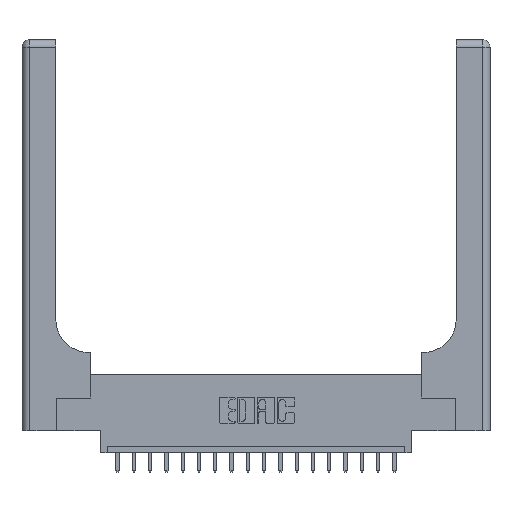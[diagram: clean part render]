
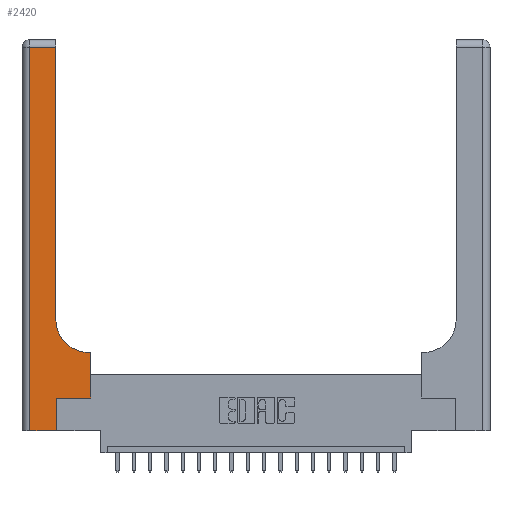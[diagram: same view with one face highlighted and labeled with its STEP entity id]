
A CAD part, top view. The second image highlights one B-rep face of the part: STEP entity #2420.
In plain terms, the highlighted planar face has unit normal (0, 0, 1).
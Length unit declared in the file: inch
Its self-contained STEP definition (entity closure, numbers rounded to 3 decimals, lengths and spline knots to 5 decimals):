
#116 = ORIENTED_EDGE ( 'NONE', *, *, #2653, .T. ) ;
#140 = VECTOR ( 'NONE', #8816, 39.37008 ) ;
#848 = DIRECTION ( 'NONE',  ( 0., -1., 0. ) ) ;
#902 = CARTESIAN_POINT ( 'NONE',  ( 0., 3., 0.37 ) ) ;
#964 = EDGE_CURVE ( 'NONE', #13202, #11523, #2766, .T. ) ;
#1418 = VERTEX_POINT ( 'NONE', #3848 ) ;
#1506 = EDGE_LOOP ( 'NONE', ( #9678, #13664, #19256, #7942, #13535, #14421, #15743, #11233, #116 ) ) ;
#1986 = LINE ( 'NONE', #5445, #19812 ) ;
#2301 = LINE ( 'NONE', #8517, #14189 ) ;
#2420 = ADVANCED_FACE ( 'NONE', ( #2542 ), #4182, .F. ) ;
#2542 = FACE_OUTER_BOUND ( 'NONE', #1506, .T. ) ;
#2653 = EDGE_CURVE ( 'NONE', #3856, #19398, #18463, .T. ) ;
#2681 = EDGE_CURVE ( 'NONE', #11523, #4222, #12039, .T. ) ;
#2697 = CARTESIAN_POINT ( 'NONE',  ( 0.265, 0., 0.37 ) ) ;
#2766 = LINE ( 'NONE', #19807, #14269 ) ;
#3848 = CARTESIAN_POINT ( 'NONE',  ( 0.26, 2.94, 0.37 ) ) ;
#3856 = VERTEX_POINT ( 'NONE', #12858 ) ;
#4182 = PLANE ( 'NONE',  #6082 ) ;
#4222 = VERTEX_POINT ( 'NONE', #8411 ) ;
#4307 = CARTESIAN_POINT ( 'NONE',  ( 0.528, 0.25, 0.37 ) ) ;
#4648 = CARTESIAN_POINT ( 'NONE',  ( 0.26, 3., 0.37 ) ) ;
#5021 = CARTESIAN_POINT ( 'NONE',  ( 0.265, 0.25, 0.37 ) ) ;
#5257 = CARTESIAN_POINT ( 'NONE',  ( 0.06, 2.94, 0.37 ) ) ;
#5445 = CARTESIAN_POINT ( 'NONE',  ( 0.26, 0.6, 0.37 ) ) ;
#5489 = DIRECTION ( 'NONE',  ( -1., 0., 0. ) ) ;
#5570 = CARTESIAN_POINT ( 'NONE',  ( 0.265, 0., 0.37 ) ) ;
#6082 = AXIS2_PLACEMENT_3D ( 'NONE', #902, #19288, #11640 ) ;
#6099 = VECTOR ( 'NONE', #17044, 39.37008 ) ;
#7020 = CARTESIAN_POINT ( 'NONE',  ( 0., 2.94, 0.37 ) ) ;
#7931 = LINE ( 'NONE', #17342, #17980 ) ;
#7942 = ORIENTED_EDGE ( 'NONE', *, *, #9838, .T. ) ;
#8411 = CARTESIAN_POINT ( 'NONE',  ( 0.528, 0.6, 0.37 ) ) ;
#8445 = VECTOR ( 'NONE', #5489, 39.37008 ) ;
#8517 = CARTESIAN_POINT ( 'NONE',  ( 0.06, 3., 0.37 ) ) ;
#8816 = DIRECTION ( 'NONE',  ( 0., 1., 0. ) ) ;
#9045 = LINE ( 'NONE', #7020, #8445 ) ;
#9678 = ORIENTED_EDGE ( 'NONE', *, *, #11355, .T. ) ;
#9705 = EDGE_CURVE ( 'NONE', #1418, #12966, #9045, .T. ) ;
#9838 = EDGE_CURVE ( 'NONE', #18179, #17996, #7931, .T. ) ;
#10105 = EDGE_CURVE ( 'NONE', #12966, #18179, #2301, .T. ) ;
#10350 = LINE ( 'NONE', #5570, #140 ) ;
#10576 = VECTOR ( 'NONE', #14153, 39.37008 ) ;
#10705 = CARTESIAN_POINT ( 'NONE',  ( 0.528, 0.25, 0.37 ) ) ;
#10912 = CARTESIAN_POINT ( 'NONE',  ( 0.51, 0.85, 0.37 ) ) ;
#11097 = DIRECTION ( 'NONE',  ( 1., 0., 0. ) ) ;
#11176 = EDGE_CURVE ( 'NONE', #17996, #13202, #10350, .T. ) ;
#11233 = ORIENTED_EDGE ( 'NONE', *, *, #17184, .T. ) ;
#11355 = EDGE_CURVE ( 'NONE', #19398, #1418, #12404, .T. ) ;
#11523 = VERTEX_POINT ( 'NONE', #4307 ) ;
#11640 = DIRECTION ( 'NONE',  ( -1., 0., 0. ) ) ;
#12039 = LINE ( 'NONE', #10705, #6099 ) ;
#12137 = DIRECTION ( 'NONE',  ( 1., 0., 0. ) ) ;
#12404 = LINE ( 'NONE', #4648, #10576 ) ;
#12757 = DIRECTION ( 'NONE',  ( 1., 0., 0. ) ) ;
#12858 = CARTESIAN_POINT ( 'NONE',  ( 0.51, 0.6, 0.37 ) ) ;
#12966 = VERTEX_POINT ( 'NONE', #5257 ) ;
#13202 = VERTEX_POINT ( 'NONE', #5021 ) ;
#13535 = ORIENTED_EDGE ( 'NONE', *, *, #11176, .T. ) ;
#13664 = ORIENTED_EDGE ( 'NONE', *, *, #9705, .T. ) ;
#14153 = DIRECTION ( 'NONE',  ( 0., 1., 0. ) ) ;
#14189 = VECTOR ( 'NONE', #848, 39.37008 ) ;
#14269 = VECTOR ( 'NONE', #12757, 39.37008 ) ;
#14421 = ORIENTED_EDGE ( 'NONE', *, *, #964, .T. ) ;
#15234 = AXIS2_PLACEMENT_3D ( 'NONE', #10912, #17158, #12137 ) ;
#15743 = ORIENTED_EDGE ( 'NONE', *, *, #2681, .T. ) ;
#15906 = CARTESIAN_POINT ( 'NONE',  ( 0.06, 0., 0.37 ) ) ;
#16301 = DIRECTION ( 'NONE',  ( -1., 0., 0. ) ) ;
#17044 = DIRECTION ( 'NONE',  ( 0., 1., 0. ) ) ;
#17158 = DIRECTION ( 'NONE',  ( 0., 0., -1. ) ) ;
#17184 = EDGE_CURVE ( 'NONE', #4222, #3856, #1986, .T. ) ;
#17342 = CARTESIAN_POINT ( 'NONE',  ( 0., 0., 0.37 ) ) ;
#17980 = VECTOR ( 'NONE', #11097, 39.37008 ) ;
#17996 = VERTEX_POINT ( 'NONE', #2697 ) ;
#18179 = VERTEX_POINT ( 'NONE', #15906 ) ;
#18463 = CIRCLE ( 'NONE', #15234, 0.25 ) ;
#19256 = ORIENTED_EDGE ( 'NONE', *, *, #10105, .T. ) ;
#19288 = DIRECTION ( 'NONE',  ( 0., 0., -1. ) ) ;
#19398 = VERTEX_POINT ( 'NONE', #19548 ) ;
#19548 = CARTESIAN_POINT ( 'NONE',  ( 0.26, 0.85, 0.37 ) ) ;
#19807 = CARTESIAN_POINT ( 'NONE',  ( 0.265, 0.25, 0.37 ) ) ;
#19812 = VECTOR ( 'NONE', #16301, 39.37008 ) ;
